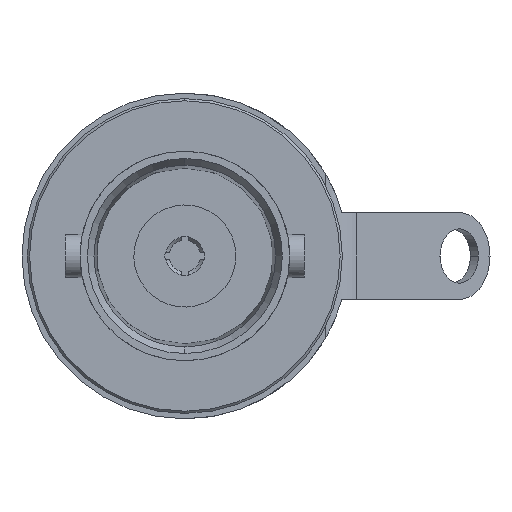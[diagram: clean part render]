
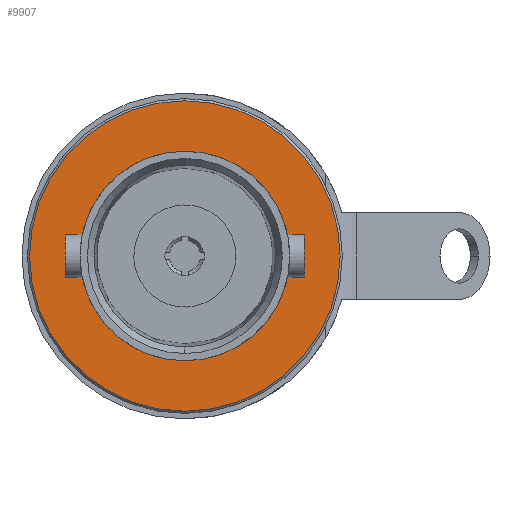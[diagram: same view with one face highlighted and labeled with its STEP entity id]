
A CAD part, left-side view. The second image highlights one B-rep face of the part: STEP entity #9907.
In plain terms, the highlighted planar face has unit normal (-1, 0, 0).
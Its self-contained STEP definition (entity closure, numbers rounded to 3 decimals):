
#240 = DIRECTION ( 'NONE',  ( 1., 0., 0. ) ) ;
#343 = ORIENTED_EDGE ( 'NONE', *, *, #10910, .F. ) ;
#431 = EDGE_CURVE ( 'NONE', #14499, #13351, #4327, .T. ) ;
#811 = VERTEX_POINT ( 'NONE', #3929 ) ;
#962 = ORIENTED_EDGE ( 'NONE', *, *, #15493, .F. ) ;
#1303 = CARTESIAN_POINT ( 'NONE',  ( 10.7, 0., -7.15 ) ) ;
#1427 = FACE_OUTER_BOUND ( 'NONE', #14712, .T. ) ;
#1508 = FACE_BOUND ( 'NONE', #5567, .T. ) ;
#2602 = CARTESIAN_POINT ( 'NONE',  ( 10.7, 0., 0. ) ) ;
#3873 = DIRECTION ( 'NONE',  ( -1., 0., 0. ) ) ;
#3929 = CARTESIAN_POINT ( 'NONE',  ( 10.7, 0., 4.825 ) ) ;
#3951 = DIRECTION ( 'NONE',  ( -1., 0., 0. ) ) ;
#4327 = CIRCLE ( 'NONE', #13230, 7.15 ) ;
#4871 = ORIENTED_EDGE ( 'NONE', *, *, #10367, .T. ) ;
#5567 = EDGE_LOOP ( 'NONE', ( #962, #343 ) ) ;
#6136 = DIRECTION ( 'NONE',  ( 0., 0., -1. ) ) ;
#6365 = PLANE ( 'NONE',  #13438 ) ;
#6428 = CARTESIAN_POINT ( 'NONE',  ( 10.7, 0., 0. ) ) ;
#7598 = CIRCLE ( 'NONE', #7848, 7.15 ) ;
#7848 = AXIS2_PLACEMENT_3D ( 'NONE', #6428, #3951, #9785 ) ;
#8712 = CARTESIAN_POINT ( 'NONE',  ( 10.7, 0., 0. ) ) ;
#9607 = VERTEX_POINT ( 'NONE', #12594 ) ;
#9785 = DIRECTION ( 'NONE',  ( 0., 0., -1. ) ) ;
#9907 = ADVANCED_FACE ( 'NONE', ( #1427, #1508 ), #6365, .F. ) ;
#9918 = CARTESIAN_POINT ( 'NONE',  ( 10.7, 0., 0. ) ) ;
#10048 = DIRECTION ( 'NONE',  ( 0., 0., 1. ) ) ;
#10102 = CARTESIAN_POINT ( 'NONE',  ( 10.7, 7.25, 0. ) ) ;
#10367 = EDGE_CURVE ( 'NONE', #13351, #14499, #7598, .T. ) ;
#10910 = EDGE_CURVE ( 'NONE', #9607, #811, #12187, .T. ) ;
#11395 = AXIS2_PLACEMENT_3D ( 'NONE', #9918, #13504, #13350 ) ;
#12161 = CIRCLE ( 'NONE', #11395, 4.825 ) ;
#12187 = CIRCLE ( 'NONE', #13692, 4.825 ) ;
#12461 = ORIENTED_EDGE ( 'NONE', *, *, #431, .T. ) ;
#12594 = CARTESIAN_POINT ( 'NONE',  ( 10.7, 0., -4.825 ) ) ;
#13230 = AXIS2_PLACEMENT_3D ( 'NONE', #2602, #3873, #13663 ) ;
#13350 = DIRECTION ( 'NONE',  ( 0., 0., 1. ) ) ;
#13351 = VERTEX_POINT ( 'NONE', #1303 ) ;
#13438 = AXIS2_PLACEMENT_3D ( 'NONE', #10102, #240, #6136 ) ;
#13504 = DIRECTION ( 'NONE',  ( -1., 0., 0. ) ) ;
#13575 = CARTESIAN_POINT ( 'NONE',  ( 10.7, 0., 7.15 ) ) ;
#13663 = DIRECTION ( 'NONE',  ( 0., 0., -1. ) ) ;
#13692 = AXIS2_PLACEMENT_3D ( 'NONE', #8712, #14740, #10048 ) ;
#14499 = VERTEX_POINT ( 'NONE', #13575 ) ;
#14712 = EDGE_LOOP ( 'NONE', ( #4871, #12461 ) ) ;
#14740 = DIRECTION ( 'NONE',  ( -1., 0., 0. ) ) ;
#15493 = EDGE_CURVE ( 'NONE', #811, #9607, #12161, .T. ) ;
